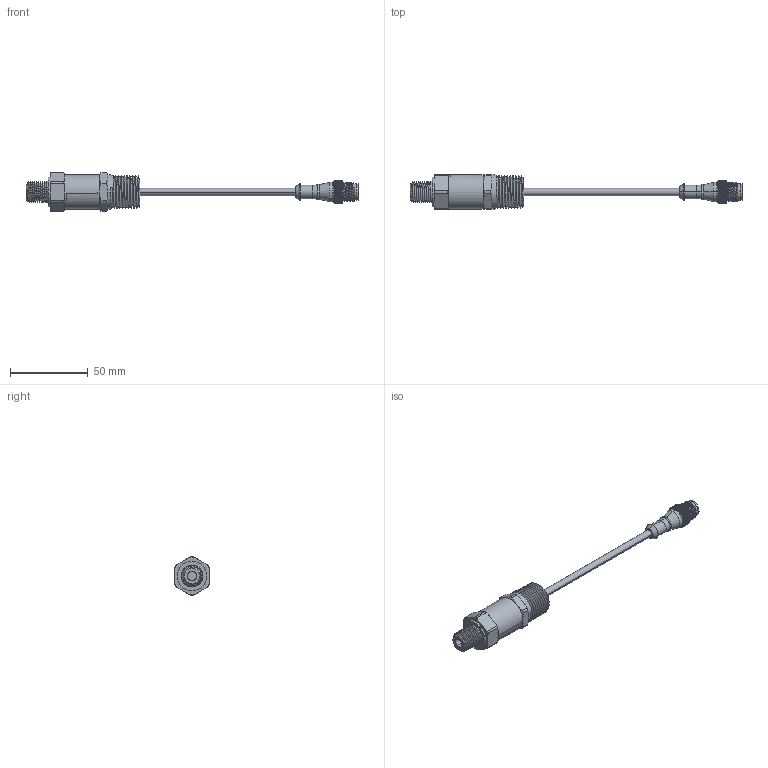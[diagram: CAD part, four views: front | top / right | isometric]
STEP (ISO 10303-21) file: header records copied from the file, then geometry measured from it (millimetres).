
FILE_DESCRIPTION((''),'2;1');
FILE_NAME('226423_SM01_ASM','2021-11-16T11:31:25',('PDMAdmin'),('BANNER ENGINEERING'),'CREO PARAMETRIC BY PTC INC, 2019292','CREO PARAMETRIC BY PTC INC, 2019292','');
FILE_SCHEMA(('CONFIG_CONTROL_DESIGN'));
Products named in the file (2): 226423_EP01; 226423_SM01_ASM
Assembly tree (1 placements, depth 2):
  226423_SM01_ASM
    226423_EP01
Bounding box: 212.9 x 22.23 x 24.9 mm (x, y, z)
Volume: 27783.1 mm3; surface area: 11683.6 mm2
Topology: 1 solids, 2 shells, 2055 faces, 4684 edges, 2648 vertices
Faces by surface type: bspline 1314, cylinder 465, plane 198, cone 54, torus 14, sphere 8, revolution 2
Entity records: 93426 total; most frequent: CARTESIAN_POINT 59064, ORIENTED_EDGE 9352, EDGE_CURVE 4676, B_SPLINE_CURVE_WITH_KNOTS 3631, DIRECTION 2882, VERTEX_POINT 2648, EDGE_LOOP 2080, FACE_OUTER_BOUND 2055
